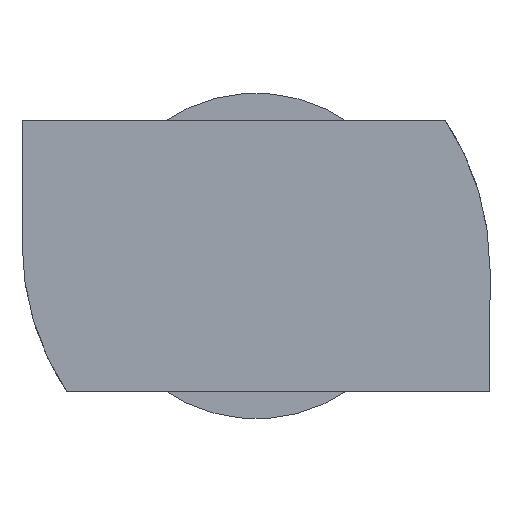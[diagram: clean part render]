
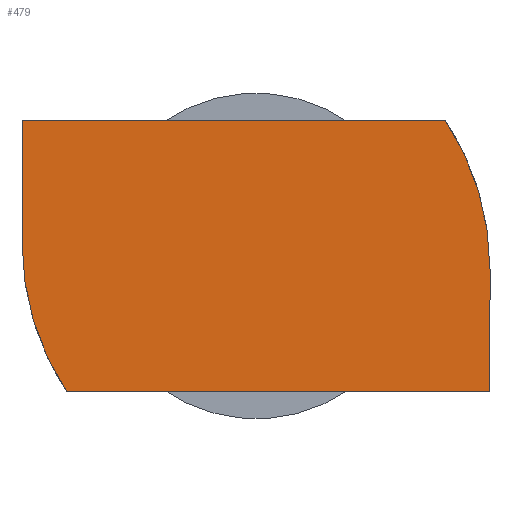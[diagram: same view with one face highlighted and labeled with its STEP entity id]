
A CAD part, front view. The second image highlights one B-rep face of the part: STEP entity #479.
In plain terms, the highlighted planar face has unit normal (0, -1, 0).
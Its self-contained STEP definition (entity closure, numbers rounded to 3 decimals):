
#13 = VECTOR ( 'NONE', #984, 1000. ) ;
#15 = DIRECTION ( 'NONE',  ( 0., 0., -1. ) ) ;
#30 = DIRECTION ( 'NONE',  ( 1., 0., 0. ) ) ;
#114 = CARTESIAN_POINT ( 'NONE',  ( 13.953, 0., 10. ) ) ;
#133 = DIRECTION ( 'NONE',  ( 0., 1., 0. ) ) ;
#142 = EDGE_CURVE ( 'NONE', #317, #475, #1061, .T. ) ;
#170 = LINE ( 'NONE', #295, #1326 ) ;
#177 = CARTESIAN_POINT ( 'NONE',  ( 17.25, 0., -1. ) ) ;
#204 = EDGE_CURVE ( 'NONE', #1047, #317, #361, .T. ) ;
#233 = AXIS2_PLACEMENT_3D ( 'NONE', #260, #757, #1467 ) ;
#257 = CARTESIAN_POINT ( 'NONE',  ( 2.75, 0., 1. ) ) ;
#260 = CARTESIAN_POINT ( 'NONE',  ( -2.75, 0., -1. ) ) ;
#270 = DIRECTION ( 'NONE',  ( 0., -1., 0. ) ) ;
#295 = CARTESIAN_POINT ( 'NONE',  ( 17.25, 0., -1. ) ) ;
#296 = EDGE_CURVE ( 'NONE', #1289, #1047, #170, .T. ) ;
#297 = ORIENTED_EDGE ( 'NONE', *, *, #862, .F. ) ;
#317 = VERTEX_POINT ( 'NONE', #424 ) ;
#324 = ORIENTED_EDGE ( 'NONE', *, *, #204, .F. ) ;
#359 = CARTESIAN_POINT ( 'NONE',  ( -17.25, 0., 10. ) ) ;
#361 = LINE ( 'NONE', #1340, #13 ) ;
#379 = FACE_OUTER_BOUND ( 'NONE', #1176, .T. ) ;
#382 = AXIS2_PLACEMENT_3D ( 'NONE', #971, #133, #15 ) ;
#394 = ORIENTED_EDGE ( 'NONE', *, *, #1511, .F. ) ;
#398 = CARTESIAN_POINT ( 'NONE',  ( -17.25, 0., 10. ) ) ;
#424 = CARTESIAN_POINT ( 'NONE',  ( -13.953, 0., -10. ) ) ;
#475 = VERTEX_POINT ( 'NONE', #1453 ) ;
#479 = ADVANCED_FACE ( 'NONE', ( #379 ), #1333, .T. ) ;
#489 = CARTESIAN_POINT ( 'NONE',  ( -17.25, 0., 10. ) ) ;
#757 = DIRECTION ( 'NONE',  ( 0., 1., 0. ) ) ;
#766 = ORIENTED_EDGE ( 'NONE', *, *, #142, .F. ) ;
#782 = DIRECTION ( 'NONE',  ( 0., 0., -1. ) ) ;
#845 = EDGE_CURVE ( 'NONE', #1539, #1289, #1388, .T. ) ;
#862 = EDGE_CURVE ( 'NONE', #1485, #1539, #1229, .T. ) ;
#871 = DIRECTION ( 'NONE',  ( 0., 0., 1. ) ) ;
#949 = VECTOR ( 'NONE', #30, 1000. ) ;
#971 = CARTESIAN_POINT ( 'NONE',  ( 2.75, 0., 1. ) ) ;
#984 = DIRECTION ( 'NONE',  ( -1., 0., 0. ) ) ;
#995 = DIRECTION ( 'NONE',  ( 0., 0., -1. ) ) ;
#1047 = VERTEX_POINT ( 'NONE', #1254 ) ;
#1061 = CIRCLE ( 'NONE', #382, 20. ) ;
#1094 = LINE ( 'NONE', #489, #1389 ) ;
#1176 = EDGE_LOOP ( 'NONE', ( #1530, #1469, #297, #394, #766, #324 ) ) ;
#1229 = LINE ( 'NONE', #398, #949 ) ;
#1254 = CARTESIAN_POINT ( 'NONE',  ( 17.25, 0., -10. ) ) ;
#1289 = VERTEX_POINT ( 'NONE', #177 ) ;
#1326 = VECTOR ( 'NONE', #782, 1000. ) ;
#1333 = PLANE ( 'NONE',  #1412 ) ;
#1340 = CARTESIAN_POINT ( 'NONE',  ( -13.953, 0., -10. ) ) ;
#1388 = CIRCLE ( 'NONE', #233, 20. ) ;
#1389 = VECTOR ( 'NONE', #871, 1000. ) ;
#1412 = AXIS2_PLACEMENT_3D ( 'NONE', #257, #270, #995 ) ;
#1453 = CARTESIAN_POINT ( 'NONE',  ( -17.25, 0., 1. ) ) ;
#1467 = DIRECTION ( 'NONE',  ( 0., 0., -1. ) ) ;
#1469 = ORIENTED_EDGE ( 'NONE', *, *, #845, .F. ) ;
#1485 = VERTEX_POINT ( 'NONE', #359 ) ;
#1511 = EDGE_CURVE ( 'NONE', #475, #1485, #1094, .T. ) ;
#1530 = ORIENTED_EDGE ( 'NONE', *, *, #296, .F. ) ;
#1539 = VERTEX_POINT ( 'NONE', #114 ) ;
